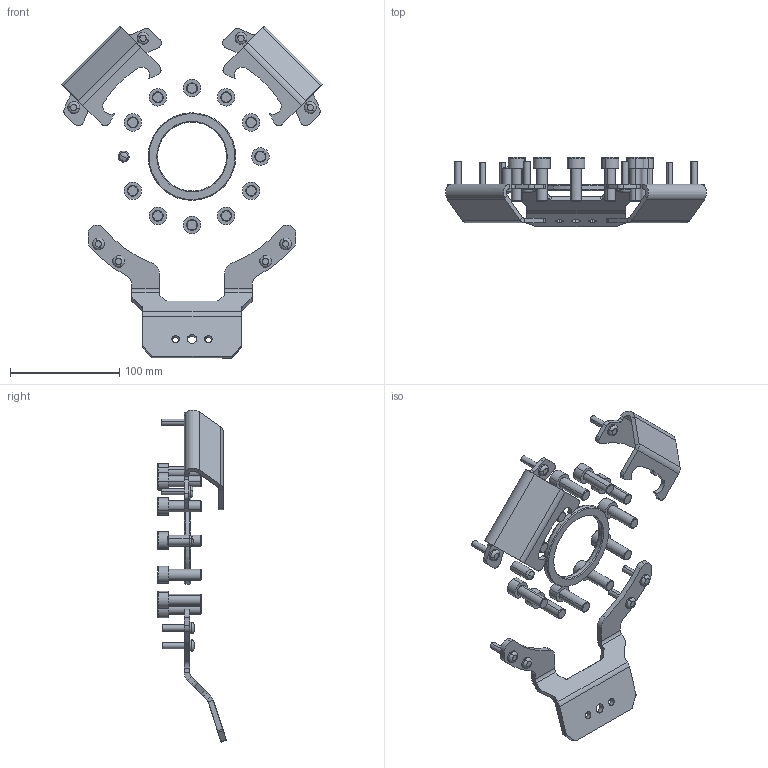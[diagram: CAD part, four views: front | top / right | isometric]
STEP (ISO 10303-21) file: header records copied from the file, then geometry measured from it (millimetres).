
FILE_DESCRIPTION (( 'STEP AP203' ), '1' );
FILE_NAME ('P5503.STEP', '2020-05-27T12:39:55', ( '' ), ( '' ), 'SwSTEP 2.0', 'SolidWorks 2019', '' );
FILE_SCHEMA (( 'CONFIG_CONTROL_DESIGN' ));
Length unit declared in the file: millimetre
Products named in the file (1): P5503
Bounding box: 238.71 x 62.87 x 303.43 mm (x, y, z)
Volume: 165734.9 mm3; surface area: 88457.6 mm2
Topology: 24 solids, 24 shells, 480 faces, 1062 edges, 660 vertices
Faces by surface type: plane 208, cylinder 182, torus 54, cone 32, sphere 4
Entity records: 13341 total; most frequent: DIRECTION 2532, CARTESIAN_POINT 2203, ORIENTED_EDGE 2124, EDGE_CURVE 1062, AXIS2_PLACEMENT_3D 989, VERTEX_POINT 660, LINE 554, VECTOR 554
